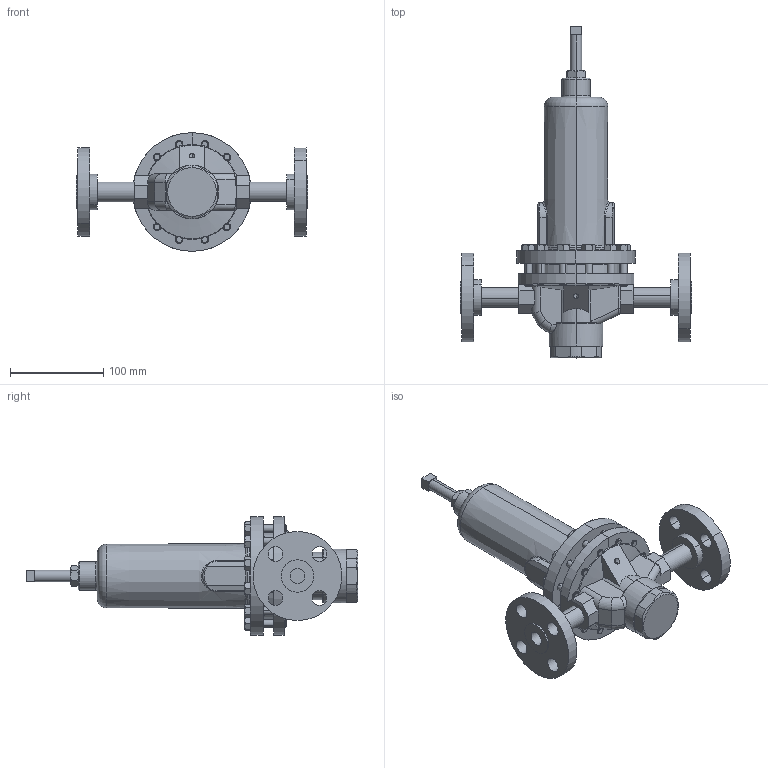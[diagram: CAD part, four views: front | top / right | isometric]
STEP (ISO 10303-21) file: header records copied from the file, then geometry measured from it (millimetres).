
FILE_DESCRIPTION (( 'STEP AP203' ), '1' );
FILE_NAME ('68HP-050-F3.STEP', '2017-08-29T16:14:24', ( '' ), ( '' ), 'SwSTEP 2.0', 'SolidWorks 2014', '' );
FILE_SCHEMA (( 'CONFIG_CONTROL_DESIGN' ));
Length unit declared in the file: inch
Products named in the file (1): 68HP-050-F3
Bounding box: 247.78 x 355.46 x 127 mm (x, y, z)
Volume: 1572592.5 mm3; surface area: 160785.7 mm2
Topology: 1 solids, 1 shells, 477 faces, 1203 edges, 755 vertices
Faces by surface type: plane 180, cone 142, cylinder 127, torus 16, bspline 8, sphere 4
Entity records: 16755 total; most frequent: CARTESIAN_POINT 5691, ORIENTED_EDGE 2394, DIRECTION 2151, EDGE_CURVE 1197, AXIS2_PLACEMENT_3D 867, VERTEX_POINT 755, EDGE_LOOP 550, FACE_OUTER_BOUND 477
